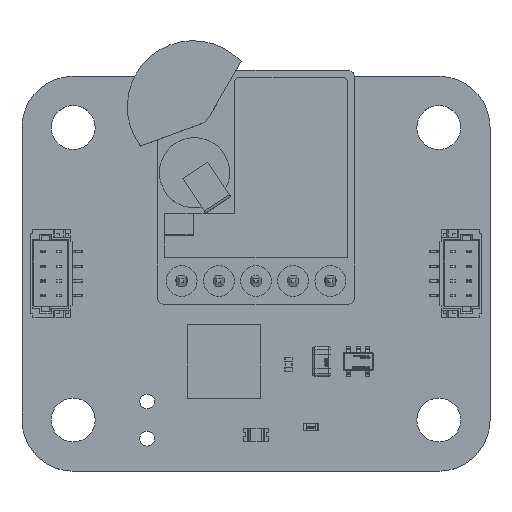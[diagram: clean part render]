
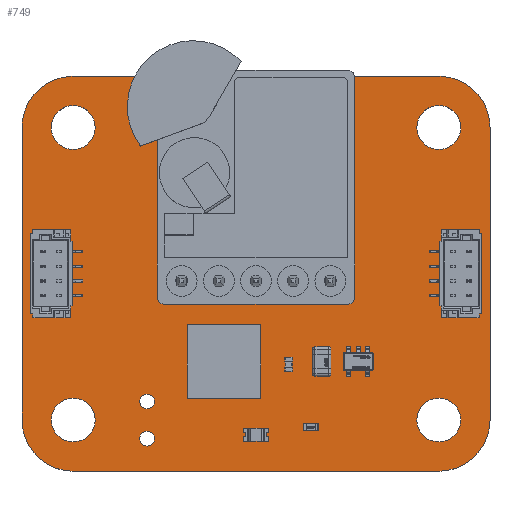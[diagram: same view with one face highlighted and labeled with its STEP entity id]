
A CAD part, top view. The second image highlights one B-rep face of the part: STEP entity #749.
In plain terms, the highlighted planar face has unit normal (0, 0, 1).
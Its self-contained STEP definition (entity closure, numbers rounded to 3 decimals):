
#88 = VERTEX_POINT('',#89);
#89 = CARTESIAN_POINT('',(3.5,0.,1.595));
#95 = EDGE_CURVE('',#88,#96,#98,.T.);
#96 = VERTEX_POINT('',#97);
#97 = CARTESIAN_POINT('',(0.,3.5,1.595));
#98 = CIRCLE('',#99,3.5);
#99 = AXIS2_PLACEMENT_3D('',#100,#101,#102);
#100 = CARTESIAN_POINT('',(3.5,3.5,1.595));
#101 = DIRECTION('',(0.,0.,-1.));
#102 = DIRECTION('',(0.,-1.,0.));
#128 = EDGE_CURVE('',#96,#129,#131,.T.);
#129 = VERTEX_POINT('',#130);
#130 = CARTESIAN_POINT('',(0.,23.5,1.595));
#131 = LINE('',#132,#133);
#132 = CARTESIAN_POINT('',(0.,3.5,1.595));
#133 = VECTOR('',#134,1.);
#134 = DIRECTION('',(0.,1.,0.));
#159 = EDGE_CURVE('',#129,#160,#162,.T.);
#160 = VERTEX_POINT('',#161);
#161 = CARTESIAN_POINT('',(3.5,27.,1.595));
#162 = CIRCLE('',#163,3.5);
#163 = AXIS2_PLACEMENT_3D('',#164,#165,#166);
#164 = CARTESIAN_POINT('',(3.5,23.5,1.595));
#165 = DIRECTION('',(0.,0.,-1.));
#166 = DIRECTION('',(-1.,0.,-0.));
#192 = EDGE_CURVE('',#160,#193,#195,.T.);
#193 = VERTEX_POINT('',#194);
#194 = CARTESIAN_POINT('',(28.5,27.,1.595));
#195 = LINE('',#196,#197);
#196 = CARTESIAN_POINT('',(3.5,27.,1.595));
#197 = VECTOR('',#198,1.);
#198 = DIRECTION('',(1.,0.,0.));
#223 = EDGE_CURVE('',#193,#224,#226,.T.);
#224 = VERTEX_POINT('',#225);
#225 = CARTESIAN_POINT('',(32.,23.5,1.595));
#226 = CIRCLE('',#227,3.5);
#227 = AXIS2_PLACEMENT_3D('',#228,#229,#230);
#228 = CARTESIAN_POINT('',(28.5,23.5,1.595));
#229 = DIRECTION('',(0.,0.,-1.));
#230 = DIRECTION('',(0.,1.,0.));
#256 = EDGE_CURVE('',#224,#257,#259,.T.);
#257 = VERTEX_POINT('',#258);
#258 = CARTESIAN_POINT('',(32.,3.5,1.595));
#259 = LINE('',#260,#261);
#260 = CARTESIAN_POINT('',(32.,23.5,1.595));
#261 = VECTOR('',#262,1.);
#262 = DIRECTION('',(0.,-1.,0.));
#287 = EDGE_CURVE('',#257,#288,#290,.T.);
#288 = VERTEX_POINT('',#289);
#289 = CARTESIAN_POINT('',(28.5,0.,1.595));
#290 = CIRCLE('',#291,3.5);
#291 = AXIS2_PLACEMENT_3D('',#292,#293,#294);
#292 = CARTESIAN_POINT('',(28.5,3.5,1.595));
#293 = DIRECTION('',(0.,0.,-1.));
#294 = DIRECTION('',(1.,0.,0.));
#320 = EDGE_CURVE('',#288,#88,#321,.T.);
#321 = LINE('',#322,#323);
#322 = CARTESIAN_POINT('',(28.5,0.,1.595));
#323 = VECTOR('',#324,1.);
#324 = DIRECTION('',(-1.,0.,0.));
#344 = VERTEX_POINT('',#345);
#345 = CARTESIAN_POINT('',(5.,3.5,1.595));
#351 = EDGE_CURVE('',#344,#344,#352,.T.);
#352 = CIRCLE('',#353,1.5);
#353 = AXIS2_PLACEMENT_3D('',#354,#355,#356);
#354 = CARTESIAN_POINT('',(3.5,3.5,1.595));
#355 = DIRECTION('',(0.,0.,1.));
#356 = DIRECTION('',(1.,0.,-0.));
#377 = VERTEX_POINT('',#378);
#378 = CARTESIAN_POINT('',(9.068,2.23,1.595));
#384 = EDGE_CURVE('',#377,#377,#385,.T.);
#385 = CIRCLE('',#386,0.508);
#386 = AXIS2_PLACEMENT_3D('',#387,#388,#389);
#387 = CARTESIAN_POINT('',(8.56,2.23,1.595));
#388 = DIRECTION('',(0.,0.,1.));
#389 = DIRECTION('',(1.,0.,-0.));
#410 = VERTEX_POINT('',#411);
#411 = CARTESIAN_POINT('',(5.,23.5,1.595));
#417 = EDGE_CURVE('',#410,#410,#418,.T.);
#418 = CIRCLE('',#419,1.5);
#419 = AXIS2_PLACEMENT_3D('',#420,#421,#422);
#420 = CARTESIAN_POINT('',(3.5,23.5,1.595));
#421 = DIRECTION('',(0.,0.,1.));
#422 = DIRECTION('',(1.,0.,-0.));
#443 = VERTEX_POINT('',#444);
#444 = CARTESIAN_POINT('',(9.068,4.77,1.595));
#450 = EDGE_CURVE('',#443,#443,#451,.T.);
#451 = CIRCLE('',#452,0.508);
#452 = AXIS2_PLACEMENT_3D('',#453,#454,#455);
#453 = CARTESIAN_POINT('',(8.56,4.77,1.595));
#454 = DIRECTION('',(0.,0.,1.));
#455 = DIRECTION('',(1.,0.,-0.));
#476 = VERTEX_POINT('',#477);
#477 = CARTESIAN_POINT('',(11.43,13.,1.595));
#483 = EDGE_CURVE('',#476,#476,#484,.T.);
#484 = CIRCLE('',#485,0.51);
#485 = AXIS2_PLACEMENT_3D('',#486,#487,#488);
#486 = CARTESIAN_POINT('',(10.92,13.,1.595));
#487 = DIRECTION('',(0.,0.,1.));
#488 = DIRECTION('',(1.,0.,-0.));
#509 = VERTEX_POINT('',#510);
#510 = CARTESIAN_POINT('',(13.97,13.,1.595));
#516 = EDGE_CURVE('',#509,#509,#517,.T.);
#517 = CIRCLE('',#518,0.51);
#518 = AXIS2_PLACEMENT_3D('',#519,#520,#521);
#519 = CARTESIAN_POINT('',(13.46,13.,1.595));
#520 = DIRECTION('',(0.,0.,1.));
#521 = DIRECTION('',(1.,0.,-0.));
#542 = VERTEX_POINT('',#543);
#543 = CARTESIAN_POINT('',(30.,3.5,1.595));
#549 = EDGE_CURVE('',#542,#542,#550,.T.);
#550 = CIRCLE('',#551,1.5);
#551 = AXIS2_PLACEMENT_3D('',#552,#553,#554);
#552 = CARTESIAN_POINT('',(28.5,3.5,1.595));
#553 = DIRECTION('',(0.,0.,1.));
#554 = DIRECTION('',(1.,0.,-0.));
#575 = VERTEX_POINT('',#576);
#576 = CARTESIAN_POINT('',(16.51,13.,1.595));
#582 = EDGE_CURVE('',#575,#575,#583,.T.);
#583 = CIRCLE('',#584,0.51);
#584 = AXIS2_PLACEMENT_3D('',#585,#586,#587);
#585 = CARTESIAN_POINT('',(16.,13.,1.595));
#586 = DIRECTION('',(0.,0.,1.));
#587 = DIRECTION('',(1.,0.,-0.));
#608 = VERTEX_POINT('',#609);
#609 = CARTESIAN_POINT('',(19.05,13.,1.595));
#615 = EDGE_CURVE('',#608,#608,#616,.T.);
#616 = CIRCLE('',#617,0.51);
#617 = AXIS2_PLACEMENT_3D('',#618,#619,#620);
#618 = CARTESIAN_POINT('',(18.54,13.,1.595));
#619 = DIRECTION('',(0.,0.,1.));
#620 = DIRECTION('',(1.,0.,-0.));
#641 = VERTEX_POINT('',#642);
#642 = CARTESIAN_POINT('',(21.59,13.,1.595));
#648 = EDGE_CURVE('',#641,#641,#649,.T.);
#649 = CIRCLE('',#650,0.51);
#650 = AXIS2_PLACEMENT_3D('',#651,#652,#653);
#651 = CARTESIAN_POINT('',(21.08,13.,1.595));
#652 = DIRECTION('',(0.,0.,1.));
#653 = DIRECTION('',(1.,0.,-0.));
#674 = VERTEX_POINT('',#675);
#675 = CARTESIAN_POINT('',(30.,23.5,1.595));
#681 = EDGE_CURVE('',#674,#674,#682,.T.);
#682 = CIRCLE('',#683,1.5);
#683 = AXIS2_PLACEMENT_3D('',#684,#685,#686);
#684 = CARTESIAN_POINT('',(28.5,23.5,1.595));
#685 = DIRECTION('',(0.,0.,1.));
#686 = DIRECTION('',(1.,0.,-0.));
#749 = ADVANCED_FACE('',(#750,#760,#763,#766,#769,#772,#775,#778,#781,
    #784,#787,#790),#793,.F.);
#750 = FACE_BOUND('',#751,.F.);
#751 = EDGE_LOOP('',(#752,#753,#754,#755,#756,#757,#758,#759));
#752 = ORIENTED_EDGE('',*,*,#95,.T.);
#753 = ORIENTED_EDGE('',*,*,#128,.T.);
#754 = ORIENTED_EDGE('',*,*,#159,.T.);
#755 = ORIENTED_EDGE('',*,*,#192,.T.);
#756 = ORIENTED_EDGE('',*,*,#223,.T.);
#757 = ORIENTED_EDGE('',*,*,#256,.T.);
#758 = ORIENTED_EDGE('',*,*,#287,.T.);
#759 = ORIENTED_EDGE('',*,*,#320,.T.);
#760 = FACE_BOUND('',#761,.F.);
#761 = EDGE_LOOP('',(#762));
#762 = ORIENTED_EDGE('',*,*,#351,.T.);
#763 = FACE_BOUND('',#764,.F.);
#764 = EDGE_LOOP('',(#765));
#765 = ORIENTED_EDGE('',*,*,#384,.T.);
#766 = FACE_BOUND('',#767,.F.);
#767 = EDGE_LOOP('',(#768));
#768 = ORIENTED_EDGE('',*,*,#417,.T.);
#769 = FACE_BOUND('',#770,.F.);
#770 = EDGE_LOOP('',(#771));
#771 = ORIENTED_EDGE('',*,*,#450,.T.);
#772 = FACE_BOUND('',#773,.F.);
#773 = EDGE_LOOP('',(#774));
#774 = ORIENTED_EDGE('',*,*,#483,.T.);
#775 = FACE_BOUND('',#776,.F.);
#776 = EDGE_LOOP('',(#777));
#777 = ORIENTED_EDGE('',*,*,#516,.T.);
#778 = FACE_BOUND('',#779,.F.);
#779 = EDGE_LOOP('',(#780));
#780 = ORIENTED_EDGE('',*,*,#549,.T.);
#781 = FACE_BOUND('',#782,.F.);
#782 = EDGE_LOOP('',(#783));
#783 = ORIENTED_EDGE('',*,*,#582,.T.);
#784 = FACE_BOUND('',#785,.F.);
#785 = EDGE_LOOP('',(#786));
#786 = ORIENTED_EDGE('',*,*,#615,.T.);
#787 = FACE_BOUND('',#788,.F.);
#788 = EDGE_LOOP('',(#789));
#789 = ORIENTED_EDGE('',*,*,#648,.T.);
#790 = FACE_BOUND('',#791,.F.);
#791 = EDGE_LOOP('',(#792));
#792 = ORIENTED_EDGE('',*,*,#681,.T.);
#793 = PLANE('',#794);
#794 = AXIS2_PLACEMENT_3D('',#795,#796,#797);
#795 = CARTESIAN_POINT('',(16.,13.5,1.595));
#796 = DIRECTION('',(-0.,-0.,-1.));
#797 = DIRECTION('',(-1.,0.,0.));
